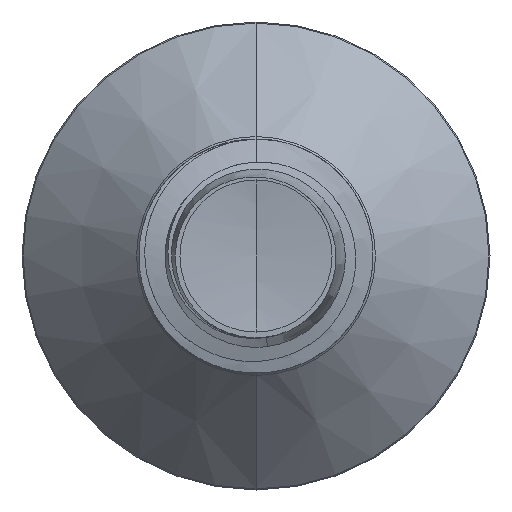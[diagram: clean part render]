
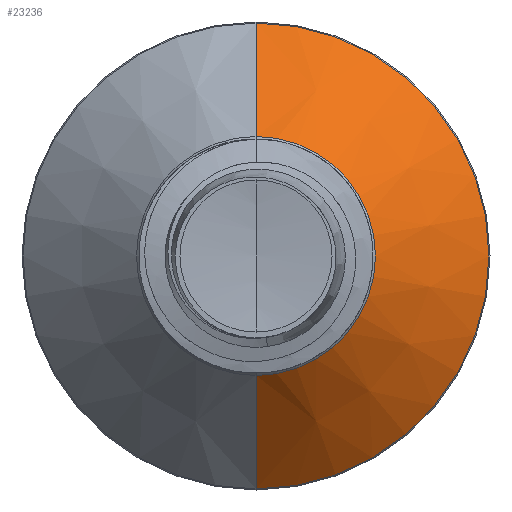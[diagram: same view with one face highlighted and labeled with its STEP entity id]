
A CAD part, front view. The second image highlights one B-rep face of the part: STEP entity #23236.
In plain terms, the highlighted conical face has half-angle 45 degrees and reference radius 2.042 mm.
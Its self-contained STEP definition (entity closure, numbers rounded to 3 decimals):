
#698 = AXIS2_PLACEMENT_3D ( 'NONE', #21425, #8319, #23312 ) ;
#2512 = CARTESIAN_POINT ( 'NONE',  ( 0., 9.842, 2.042 ) ) ;
#3237 = CARTESIAN_POINT ( 'NONE',  ( 0., 11.782, 3.982 ) ) ;
#4011 = VERTEX_POINT ( 'NONE', #15059 ) ;
#4471 = EDGE_CURVE ( 'NONE', #21289, #4011, #10714, .T. ) ;
#4771 = VERTEX_POINT ( 'NONE', #13764 ) ;
#6785 = LINE ( 'NONE', #2512, #7373 ) ;
#6861 = DIRECTION ( 'NONE',  ( 0., 1., 0. ) ) ;
#7373 = VECTOR ( 'NONE', #13949, 1000. ) ;
#7484 = VERTEX_POINT ( 'NONE', #3237 ) ;
#8319 = DIRECTION ( 'NONE',  ( 0., 1., 0. ) ) ;
#8852 = DIRECTION ( 'NONE',  ( 0., 1., 0. ) ) ;
#9564 = EDGE_LOOP ( 'NONE', ( #19295, #24233, #9912, #20154 ) ) ;
#9912 = ORIENTED_EDGE ( 'NONE', *, *, #23631, .F. ) ;
#10633 = CONICAL_SURFACE ( 'NONE', #698, 2.042, 0.785 ) ;
#10714 = LINE ( 'NONE', #19352, #15724 ) ;
#11219 = FACE_OUTER_BOUND ( 'NONE', #9564, .T. ) ;
#11464 = AXIS2_PLACEMENT_3D ( 'NONE', #18139, #6861, #19989 ) ;
#11699 = CARTESIAN_POINT ( 'NONE',  ( 0., 9.842, -2.042 ) ) ;
#13764 = CARTESIAN_POINT ( 'NONE',  ( 0., 9.842, 2.042 ) ) ;
#13949 = DIRECTION ( 'NONE',  ( 0., 0.707, 0.707 ) ) ;
#15059 = CARTESIAN_POINT ( 'NONE',  ( 0., 11.782, -3.982 ) ) ;
#15724 = VECTOR ( 'NONE', #19427, 1000. ) ;
#18139 = CARTESIAN_POINT ( 'NONE',  ( 0., 9.842, 0. ) ) ;
#19295 = ORIENTED_EDGE ( 'NONE', *, *, #22128, .T. ) ;
#19352 = CARTESIAN_POINT ( 'NONE',  ( 0., 9.842, -2.042 ) ) ;
#19427 = DIRECTION ( 'NONE',  ( 0., 0.707, -0.707 ) ) ;
#19720 = CIRCLE ( 'NONE', #11464, 2.042 ) ;
#19989 = DIRECTION ( 'NONE',  ( 0., 0., 1. ) ) ;
#20084 = CARTESIAN_POINT ( 'NONE',  ( 0., 11.782, 0. ) ) ;
#20154 = ORIENTED_EDGE ( 'NONE', *, *, #23095, .F. ) ;
#21289 = VERTEX_POINT ( 'NONE', #11699 ) ;
#21425 = CARTESIAN_POINT ( 'NONE',  ( 0., 9.842, 0. ) ) ;
#21957 = DIRECTION ( 'NONE',  ( 0., 0., 1. ) ) ;
#22128 = EDGE_CURVE ( 'NONE', #4771, #21289, #19720, .T. ) ;
#22238 = AXIS2_PLACEMENT_3D ( 'NONE', #20084, #8852, #21957 ) ;
#23095 = EDGE_CURVE ( 'NONE', #4771, #7484, #6785, .T. ) ;
#23236 = ADVANCED_FACE ( 'NONE', ( #11219 ), #10633, .T. ) ;
#23312 = DIRECTION ( 'NONE',  ( 0., 0., 1. ) ) ;
#23631 = EDGE_CURVE ( 'NONE', #7484, #4011, #24368, .T. ) ;
#24233 = ORIENTED_EDGE ( 'NONE', *, *, #4471, .T. ) ;
#24368 = CIRCLE ( 'NONE', #22238, 3.982 ) ;
